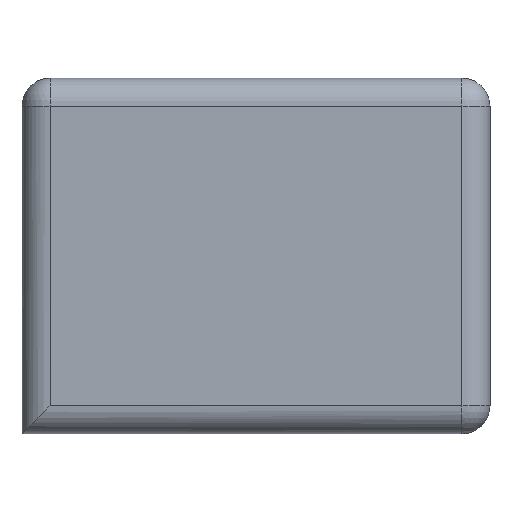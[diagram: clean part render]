
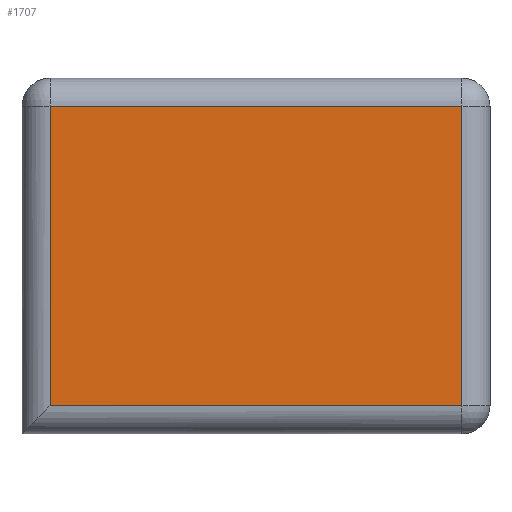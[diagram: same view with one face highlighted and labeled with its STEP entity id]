
A CAD part, left-side view. The second image highlights one B-rep face of the part: STEP entity #1707.
In plain terms, the highlighted planar face has unit normal (-1, 0, 0).
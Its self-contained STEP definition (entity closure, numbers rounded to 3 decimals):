
#1416=CARTESIAN_POINT('',(-1.0,-0.55,0.075));
#1417=VERTEX_POINT('',#1416);
#1442=CARTESIAN_POINT('',(-1.0,0.55,0.075));
#1443=VERTEX_POINT('',#1442);
#1444=CARTESIAN_POINT('',(-1.0,-0.55,0.075));
#1445=DIRECTION('',(0.0,1.0,0.0));
#1446=VECTOR('',#1445,1.1);
#1447=LINE('',#1444,#1446);
#1448=EDGE_CURVE('',#1417,#1443,#1447,.T.);
#1474=CARTESIAN_POINT('',(-1.0,-0.55,0.875));
#1475=VERTEX_POINT('',#1474);
#1498=CARTESIAN_POINT('',(-1.0,0.55,0.875));
#1499=VERTEX_POINT('',#1498);
#1556=CARTESIAN_POINT('',(-1.0,0.55,0.075));
#1557=DIRECTION('',(0.0,0.0,1.0));
#1558=VECTOR('',#1557,0.8);
#1559=LINE('',#1556,#1558);
#1560=EDGE_CURVE('',#1443,#1499,#1559,.T.);
#1579=CARTESIAN_POINT('',(-1.0,0.55,0.875));
#1580=DIRECTION('',(0.0,-1.0,0.0));
#1581=VECTOR('',#1580,1.1);
#1582=LINE('',#1579,#1581);
#1583=EDGE_CURVE('',#1499,#1475,#1582,.T.);
#1596=CARTESIAN_POINT('',(-1.0,-0.55,0.875));
#1597=DIRECTION('',(0.0,0.0,-1.0));
#1598=VECTOR('',#1597,0.8);
#1599=LINE('',#1596,#1598);
#1600=EDGE_CURVE('',#1475,#1417,#1599,.T.);
#1696=CARTESIAN_POINT('',(-1.0,-0.625,0.0));
#1697=DIRECTION('',(-1.0,0.0,0.0));
#1698=DIRECTION('',(0.0,0.0,1.0));
#1699=AXIS2_PLACEMENT_3D('',#1696,#1697,#1698);
#1700=PLANE('',#1699);
#1701=ORIENTED_EDGE('',*,*,#1448,.F.);
#1702=ORIENTED_EDGE('',*,*,#1600,.F.);
#1703=ORIENTED_EDGE('',*,*,#1583,.F.);
#1704=ORIENTED_EDGE('',*,*,#1560,.F.);
#1705=EDGE_LOOP('',(#1701,#1702,#1703,#1704));
#1706=FACE_OUTER_BOUND('',#1705,.T.);
#1707=ADVANCED_FACE('',(#1706),#1700,.T.);
